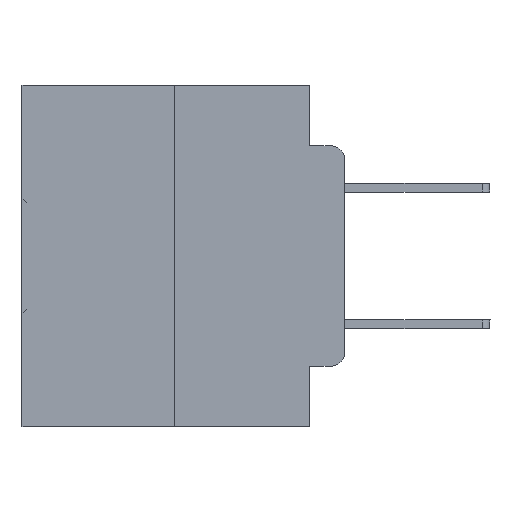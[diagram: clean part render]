
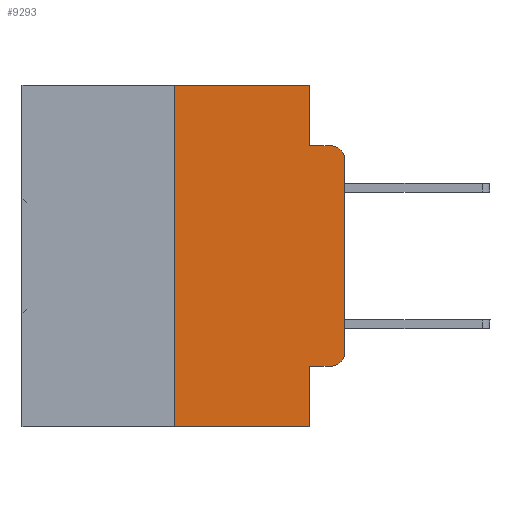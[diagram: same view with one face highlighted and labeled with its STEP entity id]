
A CAD part, left-side view. The second image highlights one B-rep face of the part: STEP entity #9293.
In plain terms, the highlighted planar face has unit normal (-1, 0, 0).
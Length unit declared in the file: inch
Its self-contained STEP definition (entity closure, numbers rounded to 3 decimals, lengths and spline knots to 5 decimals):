
#57 = DIRECTION ( 'NONE',  ( 0., -1., 0. ) ) ;
#274 = EDGE_LOOP ( 'NONE', ( #21060, #28782, #12358, #15475, #1158, #10572, #8727, #11981, #17240, #28149 ) ) ;
#1158 = ORIENTED_EDGE ( 'NONE', *, *, #21398, .F. ) ;
#1342 = CARTESIAN_POINT ( 'NONE',  ( 0., 0.02, -0.0885 ) ) ;
#1699 = VECTOR ( 'NONE', #24138, 39.37008 ) ;
#1852 = EDGE_CURVE ( 'NONE', #6714, #27771, #29621, .T. ) ;
#2357 = VECTOR ( 'NONE', #30511, 39.37008 ) ;
#2917 = VECTOR ( 'NONE', #5179, 39.37008 ) ;
#3543 = CARTESIAN_POINT ( 'NONE',  ( 0., 0.051, 0. ) ) ;
#4864 = AXIS2_PLACEMENT_3D ( 'NONE', #14856, #12144, #19986 ) ;
#5172 = PLANE ( 'NONE',  #23105 ) ;
#5179 = DIRECTION ( 'NONE',  ( 0., 0., 1. ) ) ;
#5237 = VERTEX_POINT ( 'NONE', #14686 ) ;
#5982 = VECTOR ( 'NONE', #16073, 39.37008 ) ;
#6200 = CARTESIAN_POINT ( 'NONE',  ( 0., 0., -0.3915 ) ) ;
#6588 = VERTEX_POINT ( 'NONE', #18930 ) ;
#6714 = VERTEX_POINT ( 'NONE', #22532 ) ;
#7415 = DIRECTION ( 'NONE',  ( 0., 0., -1. ) ) ;
#7702 = EDGE_CURVE ( 'NONE', #11359, #27771, #8422, .T. ) ;
#8422 = CIRCLE ( 'NONE', #4864, 0.02 ) ;
#8727 = ORIENTED_EDGE ( 'NONE', *, *, #32360, .T. ) ;
#9293 = ADVANCED_FACE ( 'NONE', ( #11519 ), #5172, .F. ) ;
#9463 = AXIS2_PLACEMENT_3D ( 'NONE', #16485, #13465, #23973 ) ;
#9697 = CARTESIAN_POINT ( 'NONE',  ( 0., 0.051, 0. ) ) ;
#9700 = VERTEX_POINT ( 'NONE', #9697 ) ;
#10572 = ORIENTED_EDGE ( 'NONE', *, *, #31199, .F. ) ;
#10651 = CARTESIAN_POINT ( 'NONE',  ( 0., 0.25, 0. ) ) ;
#10998 = VECTOR ( 'NONE', #23536, 39.37008 ) ;
#11209 = DIRECTION ( 'NONE',  ( 0., 0., -1. ) ) ;
#11359 = VERTEX_POINT ( 'NONE', #11517 ) ;
#11517 = CARTESIAN_POINT ( 'NONE',  ( 0., 0., -0.1085 ) ) ;
#11519 = FACE_OUTER_BOUND ( 'NONE', #274, .T. ) ;
#11981 = ORIENTED_EDGE ( 'NONE', *, *, #17843, .F. ) ;
#12144 = DIRECTION ( 'NONE',  ( -1., 0., 0. ) ) ;
#12278 = CARTESIAN_POINT ( 'NONE',  ( 0., 0.051, -0.0885 ) ) ;
#12358 = ORIENTED_EDGE ( 'NONE', *, *, #1852, .F. ) ;
#12412 = CIRCLE ( 'NONE', #9463, 0.02 ) ;
#13066 = CARTESIAN_POINT ( 'NONE',  ( 0., 0., 0. ) ) ;
#13450 = VECTOR ( 'NONE', #15738, 39.37008 ) ;
#13465 = DIRECTION ( 'NONE',  ( -1., 0., 0. ) ) ;
#13742 = VERTEX_POINT ( 'NONE', #28021 ) ;
#14686 = CARTESIAN_POINT ( 'NONE',  ( 0., 0.051, -0.5 ) ) ;
#14856 = CARTESIAN_POINT ( 'NONE',  ( 0., 0.02, -0.1085 ) ) ;
#14946 = DIRECTION ( 'NONE',  ( 1., 0., 0. ) ) ;
#15475 = ORIENTED_EDGE ( 'NONE', *, *, #24083, .F. ) ;
#15600 = CARTESIAN_POINT ( 'NONE',  ( 0., 0.051, 0. ) ) ;
#15738 = DIRECTION ( 'NONE',  ( 0., 0., 1. ) ) ;
#16073 = DIRECTION ( 'NONE',  ( 0., -1., 0. ) ) ;
#16485 = CARTESIAN_POINT ( 'NONE',  ( 0., 0.02, -0.3915 ) ) ;
#16741 = VERTEX_POINT ( 'NONE', #32830 ) ;
#16949 = VERTEX_POINT ( 'NONE', #6200 ) ;
#17240 = ORIENTED_EDGE ( 'NONE', *, *, #18843, .T. ) ;
#17843 = EDGE_CURVE ( 'NONE', #13742, #5237, #21826, .T. ) ;
#17983 = VERTEX_POINT ( 'NONE', #10651 ) ;
#18033 = VECTOR ( 'NONE', #11209, 39.37008 ) ;
#18192 = VECTOR ( 'NONE', #57, 39.37008 ) ;
#18368 = CARTESIAN_POINT ( 'NONE',  ( 0., 0.25, 0. ) ) ;
#18843 = EDGE_CURVE ( 'NONE', #13742, #6588, #22201, .T. ) ;
#18930 = CARTESIAN_POINT ( 'NONE',  ( 0., 0.02, -0.4115 ) ) ;
#19443 = LINE ( 'NONE', #13066, #13450 ) ;
#19986 = DIRECTION ( 'NONE',  ( 0., 0., -1. ) ) ;
#21060 = ORIENTED_EDGE ( 'NONE', *, *, #30488, .T. ) ;
#21109 = CARTESIAN_POINT ( 'NONE',  ( 0., 0.473, -0.5 ) ) ;
#21398 = EDGE_CURVE ( 'NONE', #17983, #9700, #25022, .T. ) ;
#21826 = LINE ( 'NONE', #15600, #10998 ) ;
#22201 = LINE ( 'NONE', #31504, #1699 ) ;
#22532 = CARTESIAN_POINT ( 'NONE',  ( 0., 0.051, -0.0885 ) ) ;
#23105 = AXIS2_PLACEMENT_3D ( 'NONE', #27904, #14946, #7415 ) ;
#23378 = CARTESIAN_POINT ( 'NONE',  ( 0., 0.473, 0. ) ) ;
#23536 = DIRECTION ( 'NONE',  ( 0., 0., -1. ) ) ;
#23973 = DIRECTION ( 'NONE',  ( 0., 0., -1. ) ) ;
#24083 = EDGE_CURVE ( 'NONE', #9700, #6714, #28429, .T. ) ;
#24138 = DIRECTION ( 'NONE',  ( 0., -1., 0. ) ) ;
#25022 = LINE ( 'NONE', #23378, #18192 ) ;
#27771 = VERTEX_POINT ( 'NONE', #1342 ) ;
#27904 = CARTESIAN_POINT ( 'NONE',  ( 0., 0.473, 0. ) ) ;
#28021 = CARTESIAN_POINT ( 'NONE',  ( 0., 0.051, -0.4115 ) ) ;
#28149 = ORIENTED_EDGE ( 'NONE', *, *, #28330, .T. ) ;
#28330 = EDGE_CURVE ( 'NONE', #6588, #16949, #12412, .T. ) ;
#28429 = LINE ( 'NONE', #3543, #18033 ) ;
#28782 = ORIENTED_EDGE ( 'NONE', *, *, #7702, .T. ) ;
#29184 = LINE ( 'NONE', #21109, #5982 ) ;
#29621 = LINE ( 'NONE', #12278, #2357 ) ;
#30196 = LINE ( 'NONE', #18368, #2917 ) ;
#30488 = EDGE_CURVE ( 'NONE', #16949, #11359, #19443, .T. ) ;
#30511 = DIRECTION ( 'NONE',  ( 0., -1., 0. ) ) ;
#31199 = EDGE_CURVE ( 'NONE', #16741, #17983, #30196, .T. ) ;
#31504 = CARTESIAN_POINT ( 'NONE',  ( 0., 0.051, -0.4115 ) ) ;
#32360 = EDGE_CURVE ( 'NONE', #16741, #5237, #29184, .T. ) ;
#32830 = CARTESIAN_POINT ( 'NONE',  ( 0., 0.25, -0.5 ) ) ;
